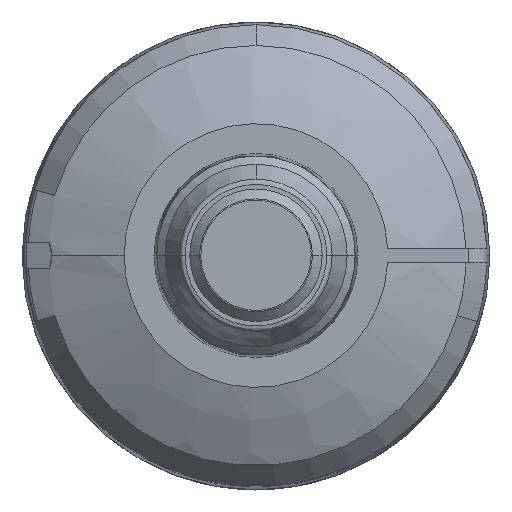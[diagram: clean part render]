
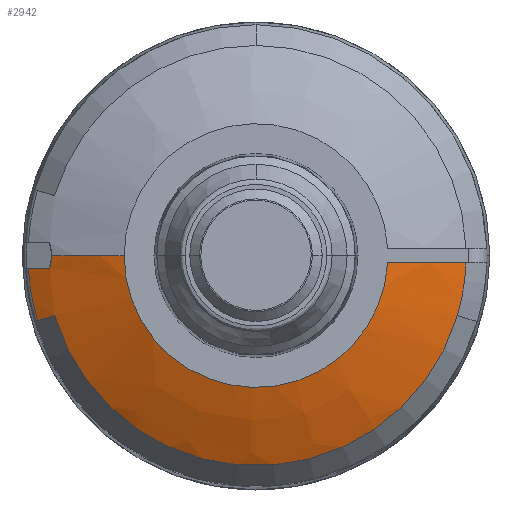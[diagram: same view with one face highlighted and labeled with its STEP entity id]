
A CAD part, top view. The second image highlights one B-rep face of the part: STEP entity #2942.
In plain terms, the highlighted free-form (B-spline) face has degree [3, 3] with [4, 4] control points.
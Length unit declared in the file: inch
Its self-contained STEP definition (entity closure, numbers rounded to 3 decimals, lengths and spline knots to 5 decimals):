
#70 = EDGE_CURVE ( 'NONE', #1326, #3353, #1896, .T. ) ;
#91 = CARTESIAN_POINT ( 'NONE',  ( 1.43024, -2.93084, 1.31082 ) ) ;
#98 = CARTESIAN_POINT ( 'NONE',  ( -1.41566, -0.42176, 1.31082 ) ) ;
#100 = CARTESIAN_POINT ( 'NONE',  ( 0., 0., 1.31082 ) ) ;
#114 = EDGE_CURVE ( 'NONE', #1231, #1651, #597, .T. ) ;
#136 = DIRECTION ( 'NONE',  ( 0., 0., -1. ) ) ;
#142 = EDGE_CURVE ( 'NONE', #1464, #1076, #1271, .T. ) ;
#170 = CARTESIAN_POINT ( 'NONE',  ( -1.3231, 0., 1.39784 ) ) ;
#182 = FACE_OUTER_BOUND ( 'NONE', #883, .T. ) ;
#232 = DIRECTION ( 'NONE',  ( 0., 0., -1. ) ) ;
#270 = CARTESIAN_POINT ( 'NONE',  ( -1.34224, -0.39989, 1.35614 ) ) ;
#344 = CARTESIAN_POINT ( 'NONE',  ( -1.07301, -2.11202, 1.5234 ) ) ;
#425 = EDGE_CURVE ( 'NONE', #491, #1456, #3552, .T. ) ;
#435 = ORIENTED_EDGE ( 'NONE', *, *, #833, .T. ) ;
#468 = CARTESIAN_POINT ( 'NONE',  ( 1.24099, -2.54303, 1.42967 ) ) ;
#491 = VERTEX_POINT ( 'NONE', #967 ) ;
#544 = CARTESIAN_POINT ( 'NONE',  ( -1.3231, 0., 1.39784 ) ) ;
#551 = CARTESIAN_POINT ( 'NONE',  ( -1.41566, -0.42176, 1.31082 ) ) ;
#597 = CIRCLE ( 'NONE', #2072, 1.36143 ) ;
#614 = CARTESIAN_POINT ( 'NONE',  ( 1.36061, -0.04724, 1.3774 ) ) ;
#620 = CARTESIAN_POINT ( 'NONE',  ( -1.43017, -0.08268, 1.33793 ) ) ;
#626 = CARTESIAN_POINT ( 'NONE',  ( 1.47696, -0.02373, 1.31082 ) ) ;
#751 = CIRCLE ( 'NONE', #1728, 1.36143 ) ;
#774 = ORIENTED_EDGE ( 'NONE', *, *, #911, .F. ) ;
#822 = DIRECTION ( 'NONE',  ( 0., 0., -1. ) ) ;
#833 = EDGE_CURVE ( 'NONE', #1231, #2692, #1162, .T. ) ;
#883 = EDGE_LOOP ( 'NONE', ( #435, #3206, #2576, #3018, #3740, #774, #2700, #1753, #1167 ) ) ;
#911 = EDGE_CURVE ( 'NONE', #3353, #491, #1623, .T. ) ;
#923 = CARTESIAN_POINT ( 'NONE',  ( 0.85302, -0.04724, 1.59055 ) ) ;
#953 = CARTESIAN_POINT ( 'NONE',  ( 1.28152, -0.02059, 1.42967 ) ) ;
#967 = CARTESIAN_POINT ( 'NONE',  ( -1.47483, -0.08268, 1.31082 ) ) ;
#1011 = AXIS2_PLACEMENT_3D ( 'NONE', #100, #136, #3656 ) ;
#1034 = B_SPLINE_CURVE_WITH_KNOTS ( 'NONE', 3,
 ( #544, #1080, #2253, #1671, #2838, #3749 ),
 .UNSPECIFIED., .F., .F.,
 ( 4, 2, 4 ),
 ( 0., 0.00108, 0.00215 ),
 .UNSPECIFIED. ) ;
#1055 = CIRCLE ( 'NONE', #3504, 0.85433 ) ;
#1076 = VERTEX_POINT ( 'NONE', #2300 ) ;
#1080 = CARTESIAN_POINT ( 'NONE',  ( -1.3231, -0.01433, 1.39784 ) ) ;
#1126 = CARTESIAN_POINT ( 'NONE',  ( 0., 0., 1.59055 ) ) ;
#1162 = B_SPLINE_CURVE_WITH_KNOTS ( 'NONE', 3,
 ( #614, #1786, #2955, #923 ),
 .UNSPECIFIED., .F., .F.,
 ( 4, 4 ),
 ( 0., 0.01398 ),
 .UNSPECIFIED. ) ;
#1167 = ORIENTED_EDGE ( 'NONE', *, *, #114, .F. ) ;
#1231 = VERTEX_POINT ( 'NONE', #3261 ) ;
#1257 = CARTESIAN_POINT ( 'NONE',  ( -1.47715, -2.90749, 1.31082 ) ) ;
#1271 = CIRCLE ( 'NONE', #3413, 2.75591 ) ;
#1326 = VERTEX_POINT ( 'NONE', #2991 ) ;
#1407 = CARTESIAN_POINT ( 'NONE',  ( -1.33864, -0.08268, 1.38829 ) ) ;
#1456 = VERTEX_POINT ( 'NONE', #1407 ) ;
#1464 = VERTEX_POINT ( 'NONE', #170 ) ;
#1509 = CARTESIAN_POINT ( 'NONE',  ( -1.07301, 0., 1.5234 ) ) ;
#1623 = CIRCLE ( 'NONE', #1011, 1.47715 ) ;
#1635 = CARTESIAN_POINT ( 'NONE',  ( 1.03894, -2.12898, 1.5234 ) ) ;
#1651 = VERTEX_POINT ( 'NONE', #1839 ) ;
#1671 = CARTESIAN_POINT ( 'NONE',  ( -1.3296, -0.05602, 1.39385 ) ) ;
#1728 = AXIS2_PLACEMENT_3D ( 'NONE', #3706, #822, #3410 ) ;
#1753 = ORIENTED_EDGE ( 'NONE', *, *, #2002, .F. ) ;
#1786 = CARTESIAN_POINT ( 'NONE',  ( 1.19855, -0.04724, 1.46543 ) ) ;
#1819 = CARTESIAN_POINT ( 'NONE',  ( -1.28169, 0., 1.42967 ) ) ;
#1839 = CARTESIAN_POINT ( 'NONE',  ( 1.30476, -0.38873, 1.3774 ) ) ;
#1856 = CARTESIAN_POINT ( 'NONE',  ( -1.37921, -0.41091, 1.33395 ) ) ;
#1896 = B_SPLINE_CURVE_WITH_KNOTS ( 'NONE', 3,
 ( #3002, #270, #1856, #551 ),
 .UNSPECIFIED., .F., .F.,
 ( 4, 4 ),
 ( 0., 0.00339 ),
 .UNSPECIFIED. ) ;
#1938 = CARTESIAN_POINT ( 'NONE',  ( 0.85302, -0.04724, 1.59055 ) ) ;
#1994 = EDGE_CURVE ( 'NONE', #2692, #1076, #1055, .T. ) ;
#2002 = EDGE_CURVE ( 'NONE', #1651, #1326, #751, .T. ) ;
#2014 = DIRECTION ( 'NONE',  ( -0.958, 0.286, 0. ) ) ;
#2072 = AXIS2_PLACEMENT_3D ( 'NONE', #2128, #3275, #2014 ) ;
#2085 = DIRECTION ( 'NONE',  ( 0., 1., 0. ) ) ;
#2128 = CARTESIAN_POINT ( 'NONE',  ( 0., 0., 1.3774 ) ) ;
#2253 = CARTESIAN_POINT ( 'NONE',  ( -1.32442, -0.0284, 1.39703 ) ) ;
#2292 = CARTESIAN_POINT ( 'NONE',  ( -1.47483, -0.08268, 1.31082 ) ) ;
#2300 = CARTESIAN_POINT ( 'NONE',  ( -0.85433, 0., 1.59055 ) ) ;
#2394 = CARTESIAN_POINT ( 'NONE',  ( 1.07287, -0.01724, 1.5234 ) ) ;
#2410 = CARTESIAN_POINT ( 'NONE',  ( -1.38477, -0.08268, 1.36376 ) ) ;
#2576 = ORIENTED_EDGE ( 'NONE', *, *, #142, .F. ) ;
#2673 = DIRECTION ( 'NONE',  ( -1., 0., 0. ) ) ;
#2692 = VERTEX_POINT ( 'NONE', #1938 ) ;
#2700 = ORIENTED_EDGE ( 'NONE', *, *, #70, .F. ) ;
#2731 = CARTESIAN_POINT ( 'NONE',  ( 0.8272, -1.6951, 1.59055 ) ) ;
#2838 = CARTESIAN_POINT ( 'NONE',  ( -1.3335, -0.06968, 1.39145 ) ) ;
#2889 = DIRECTION ( 'NONE',  ( -1., 0., 0. ) ) ;
#2940 = CARTESIAN_POINT ( 'NONE',  ( -1.33864, -0.08268, 1.38829 ) ) ;
#2942 = ADVANCED_FACE ( 'NONE', ( #182 ), #3703, .T. ) ;
#2955 = CARTESIAN_POINT ( 'NONE',  ( 1.02935, -0.04724, 1.53648 ) ) ;
#2991 = CARTESIAN_POINT ( 'NONE',  ( -1.30476, -0.38873, 1.3774 ) ) ;
#3002 = CARTESIAN_POINT ( 'NONE',  ( -1.30476, -0.38873, 1.3774 ) ) ;
#3004 = CARTESIAN_POINT ( 'NONE',  ( 0.85422, -0.01373, 1.59055 ) ) ;
#3018 = ORIENTED_EDGE ( 'NONE', *, *, #3073, .T. ) ;
#3073 = EDGE_CURVE ( 'NONE', #1464, #1456, #1034, .T. ) ;
#3206 = ORIENTED_EDGE ( 'NONE', *, *, #1994, .T. ) ;
#3261 = CARTESIAN_POINT ( 'NONE',  ( 1.36061, -0.04724, 1.3774 ) ) ;
#3275 = DIRECTION ( 'NONE',  ( 0., 0., -1. ) ) ;
#3278 = CARTESIAN_POINT ( 'NONE',  ( -1.28169, -2.52276, 1.42967 ) ) ;
#3318 = CARTESIAN_POINT ( 'NONE',  ( -1.47715, 0., 1.31082 ) ) ;
#3353 = VERTEX_POINT ( 'NONE', #98 ) ;
#3410 = DIRECTION ( 'NONE',  ( -0.958, 0.286, 0. ) ) ;
#3413 = AXIS2_PLACEMENT_3D ( 'NONE', #3546, #2085, #2673 ) ;
#3504 = AXIS2_PLACEMENT_3D ( 'NONE', #1126, #232, #2889 ) ;
#3546 = CARTESIAN_POINT ( 'NONE',  ( -0.04531, 0., -1.04393 ) ) ;
#3552 = B_SPLINE_CURVE_WITH_KNOTS ( 'NONE', 3,
 ( #2292, #620, #2410, #2940 ),
 .UNSPECIFIED., .F., .F.,
 ( 4, 4 ),
 ( 0., 0.00398 ),
 .UNSPECIFIED. ) ;
#3568 = CARTESIAN_POINT ( 'NONE',  ( -0.85433, -1.68159, 1.59055 ) ) ;
#3611 = CARTESIAN_POINT ( 'NONE',  ( -0.85433, 0., 1.59055 ) ) ;
#3656 = DIRECTION ( 'NONE',  ( 1., 0., 0. ) ) ;
#3703 =( BOUNDED_SURFACE ( )  B_SPLINE_SURFACE ( 3, 3, ( 
 ( #626, #91, #1257, #3318 ),
 ( #953, #468, #3278, #1819 ),
 ( #2394, #1635, #344, #1509 ),
 ( #3004, #2731, #3568, #3611 ) ),
 .UNSPECIFIED., .F., .F., .F. ) 
 B_SPLINE_SURFACE_WITH_KNOTS ( ( 4, 4 ),
 ( 4, 4 ),
 ( 0., 1. ),
 ( 0., 1. ),
 .UNSPECIFIED. ) 
 GEOMETRIC_REPRESENTATION_ITEM ( )  RATIONAL_B_SPLINE_SURFACE ( (
 ( 1., 0.339, 0.339, 1.),
 ( 0.995, 0.337, 0.337, 0.995),
 ( 0.995, 0.337, 0.337, 0.995),
 ( 1., 0.339, 0.339, 1.) ) ) 
 REPRESENTATION_ITEM ( '' )  SURFACE ( )  );
#3706 = CARTESIAN_POINT ( 'NONE',  ( 0., 0., 1.3774 ) ) ;
#3740 = ORIENTED_EDGE ( 'NONE', *, *, #425, .F. ) ;
#3749 = CARTESIAN_POINT ( 'NONE',  ( -1.33864, -0.08268, 1.38829 ) ) ;
